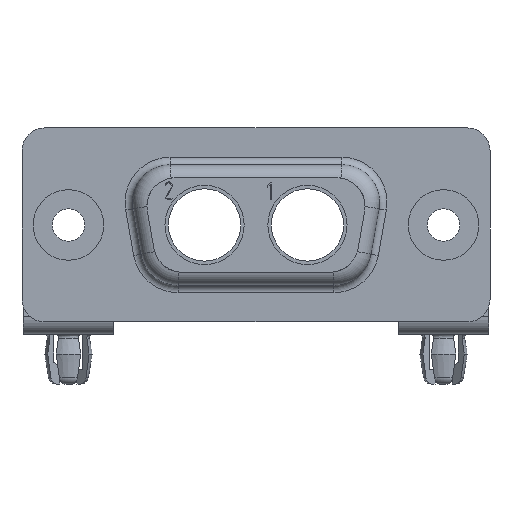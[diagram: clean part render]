
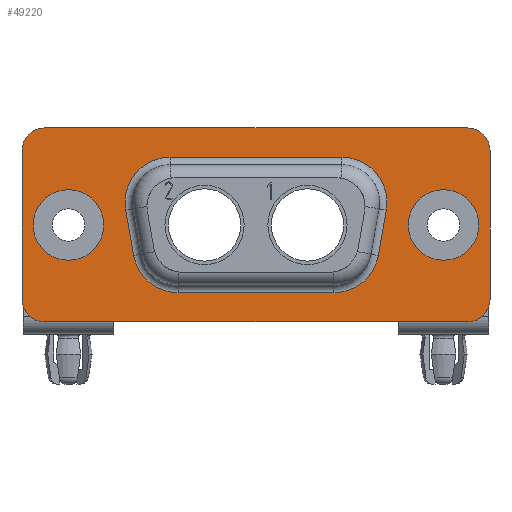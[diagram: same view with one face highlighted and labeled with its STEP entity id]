
A CAD part, front view. The second image highlights one B-rep face of the part: STEP entity #49220.
In plain terms, the highlighted face is planar.
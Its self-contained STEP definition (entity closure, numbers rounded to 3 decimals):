
#670=CARTESIAN_POINT('',(-210.871,215.967,0.66));
#680=VERTEX_POINT('',#670);
#710=CARTESIAN_POINT('',(-194.125,215.967,0.66)
);
#720=DIRECTION('',(1.,0.,0.));
#730=VECTOR('',#720,1.);
#740=LINE('',#710,#730);
#750=CARTESIAN_POINT('',(-220.801,215.967,0.66));
#760=VERTEX_POINT('',#750);
#770=EDGE_CURVE('',#760,#680,#740,.T.);
#1060=CARTESIAN_POINT('',(-209.371,186.277,0.66));
#1070=VERTEX_POINT('',#1060);
#1100=CARTESIAN_POINT('',(-209.371,175.246,0.66
));
#1110=DIRECTION('',(0.,-1.,0.));
#1120=VECTOR('',#1110,1.);
#1130=LINE('',#1100,#1120);
#1140=CARTESIAN_POINT('',(-209.371,214.467,0.66));
#1150=VERTEX_POINT('',#1140);
#1160=EDGE_CURVE('',#1150,#1070,#1130,.T.);
#47450=CARTESIAN_POINT('',(-215.836,185.522,0.66));
#47460=VERTEX_POINT('',#47450);
#47490=CARTESIAN_POINT('',(-215.836,187.872,0.66));
#47500=DIRECTION('',(0.,0.,1.));
#47510=DIRECTION('',(0.,-1.,0.));
#47520=AXIS2_PLACEMENT_3D('',#47490,#47500,#47510);
#47530=CIRCLE('',#47520,2.35);
#47540=CARTESIAN_POINT('',(-215.836,190.222,0.66));
#47550=VERTEX_POINT('',#47540);
#47560=EDGE_CURVE('',#47550,#47460,#47530,.T.);
#47750=CARTESIAN_POINT('',(-228.883,159.179,0.66));
#47760=DIRECTION('',(0.,0.,1.));
#47770=DIRECTION('',(0.,1.,0.));
#47780=AXIS2_PLACEMENT_3D('',#47750,#47760,#47770);
#47790=PLANE('',#47780);
#47800=EDGE_CURVE('',#47460,#47550,#47530,.T.);
#47810=ORIENTED_EDGE('',*,*,#47800,.F.);
#47820=ORIENTED_EDGE('',*,*,#47560,.F.);
#47830=EDGE_LOOP('',(#47820,#47810));
#47840=FACE_BOUND('',#47830,.T.);
#47850=CARTESIAN_POINT('',(-217.346,195.175,
0.66));
#47860=DIRECTION('',(0.,0.,-1.));
#47870=DIRECTION('',(-1.,0.,0.));
#47880=AXIS2_PLACEMENT_3D('',#47850,#47860,#47870);
#47890=CIRCLE('',#47880,3.);
#47900=CARTESIAN_POINT('',(-217.867,192.22,
0.66));
#47910=VERTEX_POINT('',#47900);
#47920=CARTESIAN_POINT('',(-220.346,195.175,
0.66));
#47930=VERTEX_POINT('',#47920);
#47940=EDGE_CURVE('',#47910,#47930,#47890,.T.);
#47950=ORIENTED_EDGE('',*,*,#47940,.T.);
#47960=CARTESIAN_POINT('',(-194.125,188.034,
0.66));
#47970=DIRECTION('',(-0.985,0.174,0.));
#47980=VECTOR('',#47970,1.);
#47990=LINE('',#47960,#47980);
#48000=CARTESIAN_POINT('',(-214.847,191.688,
0.66));
#48010=VERTEX_POINT('',#48000);
#48020=EDGE_CURVE('',#48010,#47910,#47990,.T.);
#48030=ORIENTED_EDGE('',*,*,#48020,.T.);
#48040=CARTESIAN_POINT('',(-214.326,194.642,0.66));
#48050=DIRECTION('',(0.,0.,1.));
#48060=DIRECTION('',(1.,0.,0.));
#48070=AXIS2_PLACEMENT_3D('',#48040,#48050,#48060);
#48080=CIRCLE('',#48070,3.);
#48090=CARTESIAN_POINT('',(-211.326,194.642,0.66));
#48100=VERTEX_POINT('',#48090);
#48110=EDGE_CURVE('',#48010,#48100,#48080,.T.);
#48120=ORIENTED_EDGE('',*,*,#48110,.F.);
#48130=CARTESIAN_POINT('',(-211.326,175.246,
0.66));
#48140=DIRECTION('',(0.,1.,0.));
#48150=VECTOR('',#48140,1.);
#48160=LINE('',#48130,#48150);
#48170=CARTESIAN_POINT('',(-211.326,206.102,0.66));
#48180=VERTEX_POINT('',#48170);
#48190=EDGE_CURVE('',#48100,#48180,#48160,.T.);
#48200=ORIENTED_EDGE('',*,*,#48190,.F.);
#48210=CARTESIAN_POINT('',(-214.326,206.102,0.66));
#48220=DIRECTION('',(0.,0.,1.));
#48230=DIRECTION('',(1.,0.,0.));
#48240=AXIS2_PLACEMENT_3D('',#48210,#48220,#48230);
#48250=CIRCLE('',#48240,3.);
#48260=CARTESIAN_POINT('',(-214.847,209.057,
0.66));
#48270=VERTEX_POINT('',#48260);
#48280=EDGE_CURVE('',#48180,#48270,#48250,.T.);
#48290=ORIENTED_EDGE('',*,*,#48280,.F.);
#48300=CARTESIAN_POINT('',(-194.125,212.71,
0.66));
#48310=DIRECTION('',(0.985,0.174,0.));
#48320=VECTOR('',#48310,1.);
#48330=LINE('',#48300,#48320);
#48340=CARTESIAN_POINT('',(-217.867,208.524,
0.66));
#48350=VERTEX_POINT('',#48340);
#48360=EDGE_CURVE('',#48350,#48270,#48330,.T.);
#48370=ORIENTED_EDGE('',*,*,#48360,.T.);
#48380=CARTESIAN_POINT('',(-217.346,205.57,0.66
));
#48390=DIRECTION('',(0.,0.,-1.));
#48400=DIRECTION('',(-1.,0.,0.));
#48410=AXIS2_PLACEMENT_3D('',#48380,#48390,#48400);
#48420=CIRCLE('',#48410,3.);
#48430=CARTESIAN_POINT('',(-220.346,205.57,0.66
));
#48440=VERTEX_POINT('',#48430);
#48450=EDGE_CURVE('',#48440,#48350,#48420,.T.);
#48460=ORIENTED_EDGE('',*,*,#48450,.T.);
#48470=CARTESIAN_POINT('',(-220.346,175.246,
0.66));
#48480=DIRECTION('',(0.,1.,0.));
#48490=VECTOR('',#48480,1.);
#48500=LINE('',#48470,#48490);
#48510=EDGE_CURVE('',#47930,#48440,#48500,.T.);
#48520=ORIENTED_EDGE('',*,*,#48510,.T.);
#48530=EDGE_LOOP('',(#48520,#48460,#48370,#48290,#48200,#48120,#48030,
#47950));
#48540=FACE_BOUND('',#48530,.T.);
#48550=CARTESIAN_POINT('',(-215.836,212.872,0.66));
#48560=DIRECTION('',(0.,0.,1.));
#48570=DIRECTION('',(0.,-1.,0.));
#48580=AXIS2_PLACEMENT_3D('',#48550,#48560,#48570);
#48590=CIRCLE('',#48580,2.35);
#48600=CARTESIAN_POINT('',(-215.836,210.522,0.66));
#48610=VERTEX_POINT('',#48600);
#48620=CARTESIAN_POINT('',(-215.836,215.222,0.66));
#48630=VERTEX_POINT('',#48620);
#48640=EDGE_CURVE('',#48610,#48630,#48590,.T.);
#48650=ORIENTED_EDGE('',*,*,#48640,.F.);
#48660=EDGE_CURVE('',#48630,#48610,#48590,.T.);
#48670=ORIENTED_EDGE('',*,*,#48660,.F.);
#48680=EDGE_LOOP('',(#48670,#48650));
#48690=FACE_BOUND('',#48680,.T.);
#48700=CARTESIAN_POINT('',(-210.871,186.277,0.66));
#48710=DIRECTION('',(0.,0.,1.));
#48720=DIRECTION('',(1.,0.,0.));
#48730=AXIS2_PLACEMENT_3D('',#48700,#48710,#48720);
#48740=CIRCLE('',#48730,1.5);
#48750=CARTESIAN_POINT('',(-210.871,184.777,0.66));
#48760=VERTEX_POINT('',#48750);
#48770=EDGE_CURVE('',#48760,#1070,#48740,.T.);
#48780=ORIENTED_EDGE('',*,*,#48770,.T.);
#48790=CARTESIAN_POINT('',(-194.125,184.777,
0.66));
#48800=DIRECTION('',(-1.,0.,0.));
#48810=VECTOR('',#48800,1.);
#48820=LINE('',#48790,#48810);
#48830=CARTESIAN_POINT('',(-220.801,184.777,0.66));
#48840=VERTEX_POINT('',#48830);
#48850=EDGE_CURVE('',#48760,#48840,#48820,.T.);
#48860=ORIENTED_EDGE('',*,*,#48850,.F.);
#48870=CARTESIAN_POINT('',(-220.801,186.277,0.66));
#48880=DIRECTION('',(0.,0.,-1.));
#48890=DIRECTION('',(-1.,0.,0.));
#48900=AXIS2_PLACEMENT_3D('',#48870,#48880,#48890);
#48910=CIRCLE('',#48900,1.5);
#48920=CARTESIAN_POINT('',(-222.301,186.277,0.66));
#48930=VERTEX_POINT('',#48920);
#48940=EDGE_CURVE('',#48840,#48930,#48910,.T.);
#48950=ORIENTED_EDGE('',*,*,#48940,.F.);
#48960=CARTESIAN_POINT('',(-222.301,175.246,
0.66));
#48970=DIRECTION('',(0.,1.,0.));
#48980=VECTOR('',#48970,1.);
#48990=LINE('',#48960,#48980);
#49000=CARTESIAN_POINT('',(-222.301,214.467,0.66));
#49010=VERTEX_POINT('',#49000);
#49020=EDGE_CURVE('',#48930,#49010,#48990,.T.);
#49030=ORIENTED_EDGE('',*,*,#49020,.F.);
#49040=CARTESIAN_POINT('',(-220.801,214.467,0.66));
#49050=DIRECTION('',(0.,0.,1.));
#49060=DIRECTION('',(1.,0.,0.));
#49070=AXIS2_PLACEMENT_3D('',#49040,#49050,#49060);
#49080=CIRCLE('',#49070,1.5);
#49090=EDGE_CURVE('',#760,#49010,#49080,.T.);
#49100=ORIENTED_EDGE('',*,*,#49090,.T.);
#49110=ORIENTED_EDGE('',*,*,#770,.F.);
#49120=CARTESIAN_POINT('',(-210.871,214.467,0.66));
#49130=DIRECTION('',(0.,0.,-1.));
#49140=DIRECTION('',(-1.,0.,0.));
#49150=AXIS2_PLACEMENT_3D('',#49120,#49130,#49140);
#49160=CIRCLE('',#49150,1.5);
#49170=EDGE_CURVE('',#680,#1150,#49160,.T.);
#49180=ORIENTED_EDGE('',*,*,#49170,.F.);
#49190=ORIENTED_EDGE('',*,*,#1160,.F.);
#49200=EDGE_LOOP('',(#49190,#49180,#49110,#49100,#49030,#48950,#48860,
#48780));
#49210=FACE_OUTER_BOUND('',#49200,.T.);
#49220=ADVANCED_FACE('',(#47840,#48540,#48690,#49210),#47790,.T.);
